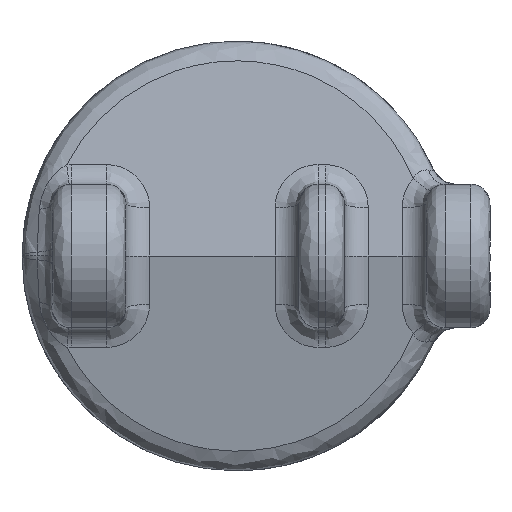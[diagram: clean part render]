
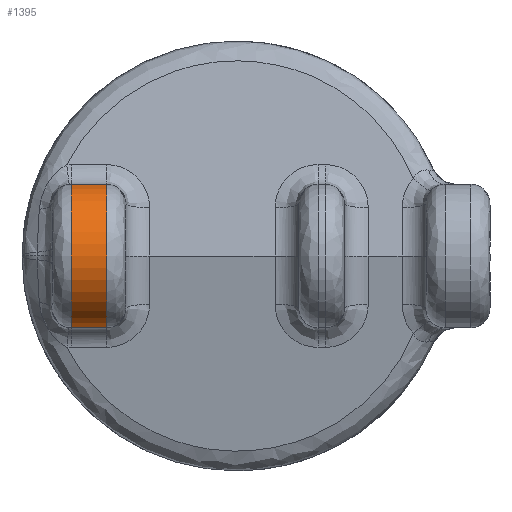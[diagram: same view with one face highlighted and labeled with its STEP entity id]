
A CAD part, front view. The second image highlights one B-rep face of the part: STEP entity #1395.
In plain terms, the highlighted cylindrical face has radius 15 mm (diameter 30 mm), a partial arc.
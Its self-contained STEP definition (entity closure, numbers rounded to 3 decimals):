
#232 = VERTEX_POINT ( 'NONE', #6883 ) ;
#235 = VERTEX_POINT ( 'NONE', #6886 ) ;
#306 = VERTEX_POINT ( 'NONE', #6957 ) ;
#348 = VERTEX_POINT ( 'NONE', #6999 ) ;
#648 = EDGE_LOOP ( 'NONE', ( #3037, #3036, #3180, #3035 ) ) ;
#1395 = ADVANCED_FACE ( 'NONE', ( #3455 ), #3457, .T. ) ;
#3035 = ORIENTED_EDGE ( 'NONE', *, *, #12292, .F. ) ;
#3036 = ORIENTED_EDGE ( 'NONE', *, *, #12285, .T. ) ;
#3037 = ORIENTED_EDGE ( 'NONE', *, *, #12299, .T. ) ;
#3180 = ORIENTED_EDGE ( 'NONE', *, *, #12297, .F. ) ;
#3455 = FACE_OUTER_BOUND ( 'NONE', #648, .T. ) ;
#3457 = CYLINDRICAL_SURFACE ( 'NONE', #5334, 15. ) ;
#3761 = LINE ( 'NONE', #9660, #3770 ) ;
#3762 = CIRCLE ( 'NONE', #5459, 15. ) ;
#3767 = CIRCLE ( 'NONE', #5458, 15. ) ;
#3768 = VECTOR ( 'NONE', #9665, 1000. ) ;
#3770 = VECTOR ( 'NONE', #9661, 1000. ) ;
#3774 = LINE ( 'NONE', #9659, #3768 ) ;
#4300 = DIRECTION ( 'NONE',  ( 0., 0., -1. ) ) ;
#4301 = DIRECTION ( 'NONE',  ( 1., 0., 0. ) ) ;
#4302 = CARTESIAN_POINT ( 'NONE',  ( 100., -103., 0. ) ) ;
#5334 = AXIS2_PLACEMENT_3D ( 'NONE', #4302, #4301, #4300 ) ;
#5458 = AXIS2_PLACEMENT_3D ( 'NONE', #9552, #9554, #9555 ) ;
#5459 = AXIS2_PLACEMENT_3D ( 'NONE', #9440, #9441, #9442 ) ;
#6883 = CARTESIAN_POINT ( 'NONE',  ( -27.3, -103., 15. ) ) ;
#6886 = CARTESIAN_POINT ( 'NONE',  ( -27.3, -103., -15. ) ) ;
#6957 = CARTESIAN_POINT ( 'NONE',  ( -34.7, -103., -15. ) ) ;
#6999 = CARTESIAN_POINT ( 'NONE',  ( -34.7, -103., 15. ) ) ;
#9440 = CARTESIAN_POINT ( 'NONE',  ( -27.3, -103., 0. ) ) ;
#9441 = DIRECTION ( 'NONE',  ( -1., 0., 0. ) ) ;
#9442 = DIRECTION ( 'NONE',  ( 0., 0., -1. ) ) ;
#9552 = CARTESIAN_POINT ( 'NONE',  ( -34.7, -103., 0. ) ) ;
#9554 = DIRECTION ( 'NONE',  ( -1., 0., 0. ) ) ;
#9555 = DIRECTION ( 'NONE',  ( 0., 0.031, -1. ) ) ;
#9659 = CARTESIAN_POINT ( 'NONE',  ( 0., -103., -15. ) ) ;
#9660 = CARTESIAN_POINT ( 'NONE',  ( 0., -103., 15. ) ) ;
#9661 = DIRECTION ( 'NONE',  ( 1., 0., 0. ) ) ;
#9665 = DIRECTION ( 'NONE',  ( 1., 0., 0. ) ) ;
#12285 = EDGE_CURVE ( 'NONE', #235, #232, #3762, .T. ) ;
#12292 = EDGE_CURVE ( 'NONE', #306, #348, #3767, .T. ) ;
#12297 = EDGE_CURVE ( 'NONE', #348, #232, #3761, .T. ) ;
#12299 = EDGE_CURVE ( 'NONE', #306, #235, #3774, .T. ) ;
